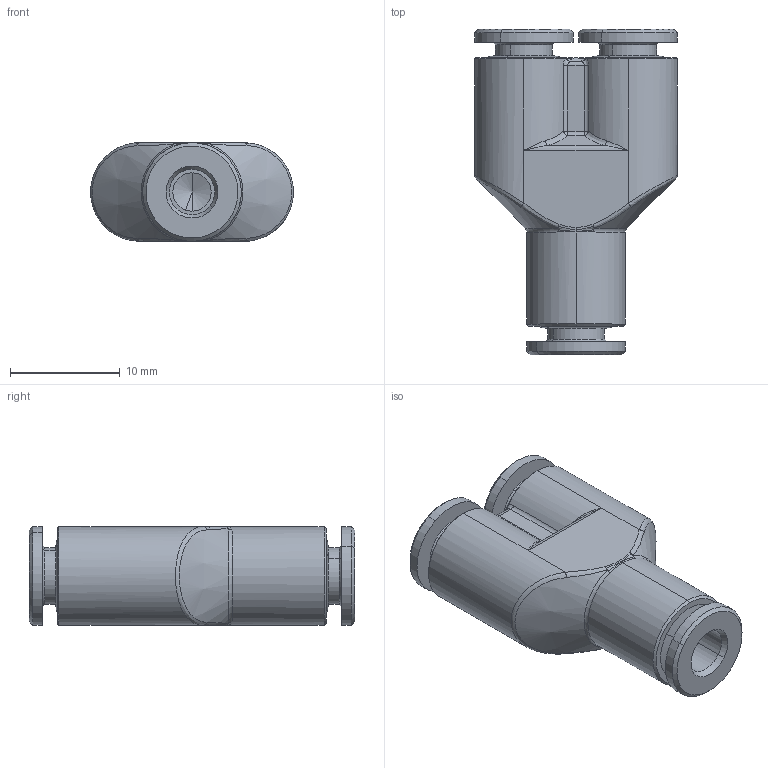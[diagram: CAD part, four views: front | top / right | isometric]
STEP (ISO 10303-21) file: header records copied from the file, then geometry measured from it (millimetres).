
FILE_DESCRIPTION (( 'STEP AP203' ), '1' );
FILE_NAME ('A0271010.STEP', '2009-04-08T14:08:22', ( '' ), ( 'sopra-pneumatic' ), 'SwSTEP 2.0', 'SolidWorks 2009', '' );
FILE_SCHEMA (( 'CONFIG_CONTROL_DESIGN' ));
Length unit declared in the file: millimetre
Products named in the file (1): A0271010
Bounding box: 18.5 x 29.7 x 9.01 mm (x, y, z)
Volume: 2217.8 mm3; surface area: 2256.5 mm2
Topology: 1 solids, 1 shells, 156 faces, 364 edges, 207 vertices
Faces by surface type: cylinder 50, cone 42, bspline 36, plane 22, sphere 4, torus 2
Entity records: 6351 total; most frequent: CARTESIAN_POINT 3029, ORIENTED_EDGE 708, DIRECTION 638, EDGE_CURVE 354, AXIS2_PLACEMENT_3D 266, VERTEX_POINT 207, EDGE_LOOP 167, FACE_OUTER_BOUND 156
